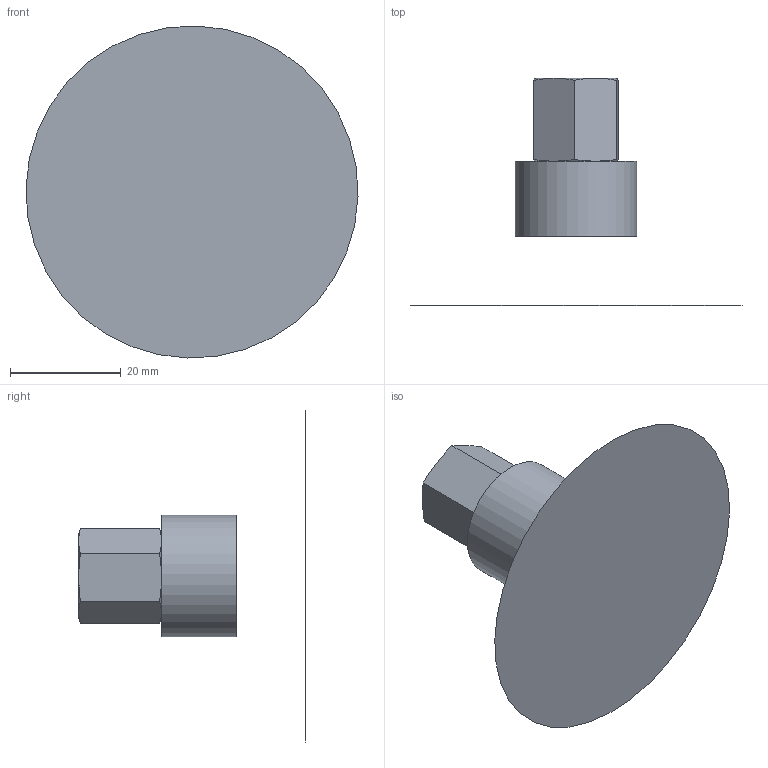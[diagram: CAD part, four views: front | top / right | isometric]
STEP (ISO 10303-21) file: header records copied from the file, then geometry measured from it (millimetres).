
FILE_DESCRIPTION(/* description */ (''),/* implementation_level */ '2;1');
FILE_NAME(/* name */ 'vc60cn_rac7r1-8h.stp',/* time_stamp */ '2020-09-14T16:05:48+02:00',/* author */ ('enginyeria'),/* organization */ (''),/* preprocessor_version */ 'ST-DEVELOPER v17.2',/* originating_system */ 'Autodesk Inventor 2019',/* authorisation */ '');
FILE_SCHEMA (('CONFIG_CONTROL_DESIGN'));
Length unit declared in the file: millimetre
Products named in the file (1): vc60cn_rac7r1-8h
Bounding box: 59.98 x 41 x 59.98 mm (x, y, z)
Volume: 24869.4 mm3; surface area: 8341.9 mm2
Topology: 1 solids, 1 shells, 16 faces, 40 edges, 28 vertices
Faces by surface type: plane 10, cone 2, cylinder 2, torus 2
Full cylindrical faces by diameter (mm): 8.566 x1, 22 x1
Entity records: 714 total; most frequent: CARTESIAN_POINT 280, ORIENTED_EDGE 80, DIRECTION 76, EDGE_CURVE 40, AXIS2_PLACEMENT_3D 33, VERTEX_POINT 28, EDGE_LOOP 18, FACE_OUTER_BOUND 16
